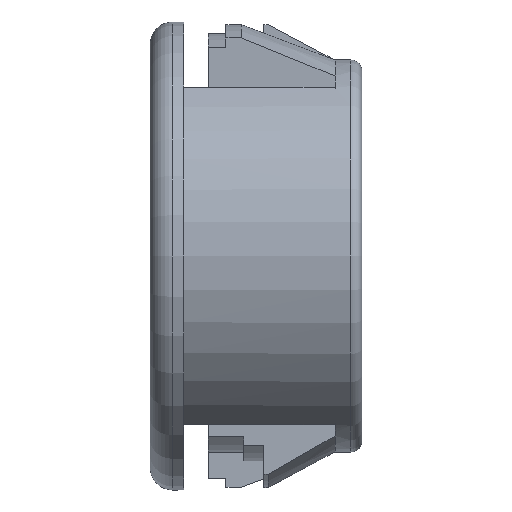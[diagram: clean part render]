
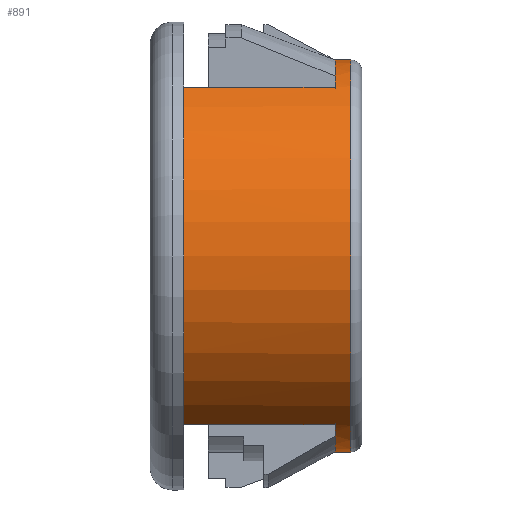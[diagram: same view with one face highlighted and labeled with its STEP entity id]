
A CAD part, left-side view. The second image highlights one B-rep face of the part: STEP entity #891.
In plain terms, the highlighted cylindrical face has radius 8.8 mm (diameter 17.6 mm), a partial arc.
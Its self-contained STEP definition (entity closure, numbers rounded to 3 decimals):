
#571 = CIRCLE ( 'NONE', #591, 8.8 ) ;
#572 = CARTESIAN_POINT ( 'NONE',  ( -4.5, 0., 7.562 ) ) ;
#591 = AXIS2_PLACEMENT_3D ( 'NONE', #680, #679, #678 ) ;
#630 = AXIS2_PLACEMENT_3D ( 'NONE', #663, #662, #661 ) ;
#660 = CARTESIAN_POINT ( 'NONE',  ( -0.5, -6.8, -8.786 ) ) ;
#661 = DIRECTION ( 'NONE',  ( 0., 0., -1. ) ) ;
#662 = DIRECTION ( 'NONE',  ( 0., -1., 0. ) ) ;
#663 = CARTESIAN_POINT ( 'NONE',  ( 0., -6.8, 0. ) ) ;
#675 = CIRCLE ( 'NONE', #630, 8.8 ) ;
#678 = DIRECTION ( 'NONE',  ( 0., 0., 1. ) ) ;
#679 = DIRECTION ( 'NONE',  ( 0., 1., 0. ) ) ;
#680 = CARTESIAN_POINT ( 'NONE',  ( 0., 0., 0. ) ) ;
#714 = EDGE_CURVE ( 'NONE', #865, #716, #571, .T. ) ;
#716 = VERTEX_POINT ( 'NONE', #572 ) ;
#721 = EDGE_CURVE ( 'NONE', #725, #2093, #675, .T. ) ;
#725 = VERTEX_POINT ( 'NONE', #660 ) ;
#793 = VERTEX_POINT ( 'NONE', #1003 ) ;
#794 = ORIENTED_EDGE ( 'NONE', *, *, #902, .T. ) ;
#795 = EDGE_CURVE ( 'NONE', #793, #1910, #998, .T. ) ;
#796 = ORIENTED_EDGE ( 'NONE', *, *, #714, .F. ) ;
#797 = EDGE_CURVE ( 'NONE', #793, #716, #1001, .T. ) ;
#798 = ORIENTED_EDGE ( 'NONE', *, *, #939, .T. ) ;
#799 = VERTEX_POINT ( 'NONE', #999 ) ;
#800 = ORIENTED_EDGE ( 'NONE', *, *, #940, .T. ) ;
#801 = ORIENTED_EDGE ( 'NONE', *, *, #890, .T. ) ;
#802 = VERTEX_POINT ( 'NONE', #1006 ) ;
#865 = VERTEX_POINT ( 'NONE', #1163 ) ;
#888 = ORIENTED_EDGE ( 'NONE', *, *, #797, .T. ) ;
#890 = EDGE_CURVE ( 'NONE', #865, #802, #1052, .T. ) ;
#891 = ADVANCED_FACE ( 'NONE', ( #1058 ), #1048, .T. ) ;
#892 = EDGE_CURVE ( 'NONE', #2166, #2058, #1010, .T. ) ;
#893 = ORIENTED_EDGE ( 'NONE', *, *, #2033, .T. ) ;
#894 = ORIENTED_EDGE ( 'NONE', *, *, #795, .F. ) ;
#902 = EDGE_CURVE ( 'NONE', #2156, #1931, #1094, .T. ) ;
#925 = EDGE_LOOP ( 'NONE', ( #953, #956, #893, #794, #957, #894, #888, #796, #801, #798, #800, #943 ) ) ;
#939 = EDGE_CURVE ( 'NONE', #802, #799, #1323, .T. ) ;
#940 = EDGE_CURVE ( 'NONE', #799, #725, #1390, .T. ) ;
#943 = ORIENTED_EDGE ( 'NONE', *, *, #721, .T. ) ;
#953 = ORIENTED_EDGE ( 'NONE', *, *, #2091, .F. ) ;
#956 = ORIENTED_EDGE ( 'NONE', *, *, #892, .T. ) ;
#957 = ORIENTED_EDGE ( 'NONE', *, *, #1930, .F. ) ;
#991 = DIRECTION ( 'NONE',  ( 0., 0., 1. ) ) ;
#992 = DIRECTION ( 'NONE',  ( 0., 1., 0. ) ) ;
#993 = CARTESIAN_POINT ( 'NONE',  ( 0., -6.8, 0. ) ) ;
#994 = AXIS2_PLACEMENT_3D ( 'NONE', #993, #992, #991 ) ;
#998 = CIRCLE ( 'NONE', #994, 8.8 ) ;
#999 = CARTESIAN_POINT ( 'NONE',  ( -3.5, -6.8, -8.074 ) ) ;
#1001 = LINE ( 'NONE', #1213, #1212 ) ;
#1003 = CARTESIAN_POINT ( 'NONE',  ( -4.5, -6.8, 7.562 ) ) ;
#1006 = CARTESIAN_POINT ( 'NONE',  ( -4.5, -6.8, -7.562 ) ) ;
#1007 = DIRECTION ( 'NONE',  ( 0., 0., 1. ) ) ;
#1008 = DIRECTION ( 'NONE',  ( 0., 1., 0. ) ) ;
#1009 = CARTESIAN_POINT ( 'NONE',  ( 0., -7.5, 0. ) ) ;
#1010 = CIRCLE ( 'NONE', #1064, 8.8 ) ;
#1013 = DIRECTION ( 'NONE',  ( 0., 0., 1. ) ) ;
#1014 = DIRECTION ( 'NONE',  ( 0., 1., 0. ) ) ;
#1015 = CARTESIAN_POINT ( 'NONE',  ( 0., 22.932, 0. ) ) ;
#1048 = CYLINDRICAL_SURFACE ( 'NONE', #1062, 8.8 ) ;
#1049 = DIRECTION ( 'NONE',  ( 0., -1., 0. ) ) ;
#1050 = VECTOR ( 'NONE', #1049, 1000. ) ;
#1051 = CARTESIAN_POINT ( 'NONE',  ( -4.5, 22.932, -7.562 ) ) ;
#1052 = LINE ( 'NONE', #1051, #1050 ) ;
#1058 = FACE_OUTER_BOUND ( 'NONE', #925, .T. ) ;
#1062 = AXIS2_PLACEMENT_3D ( 'NONE', #1015, #1014, #1013 ) ;
#1064 = AXIS2_PLACEMENT_3D ( 'NONE', #1009, #1008, #1007 ) ;
#1091 = DIRECTION ( 'NONE',  ( 0., 0., -1. ) ) ;
#1092 = DIRECTION ( 'NONE',  ( 0., -1., 0. ) ) ;
#1093 = CARTESIAN_POINT ( 'NONE',  ( 0., -6.8, 0. ) ) ;
#1094 = CIRCLE ( 'NONE', #1100, 8.8 ) ;
#1100 = AXIS2_PLACEMENT_3D ( 'NONE', #1093, #1092, #1091 ) ;
#1163 = CARTESIAN_POINT ( 'NONE',  ( -4.5, 0., -7.562 ) ) ;
#1211 = DIRECTION ( 'NONE',  ( 0., 1., 0. ) ) ;
#1212 = VECTOR ( 'NONE', #1211, 1000. ) ;
#1213 = CARTESIAN_POINT ( 'NONE',  ( -4.5, 22.932, 7.562 ) ) ;
#1232 = DIRECTION ( 'NONE',  ( 0., 0., 1. ) ) ;
#1233 = DIRECTION ( 'NONE',  ( 0., 1., 0. ) ) ;
#1234 = CARTESIAN_POINT ( 'NONE',  ( 0., -6.8, 0. ) ) ;
#1235 = AXIS2_PLACEMENT_3D ( 'NONE', #1234, #1233, #1232 ) ;
#1236 = CIRCLE ( 'NONE', #1235, 8.8 ) ;
#1251 = CARTESIAN_POINT ( 'NONE',  ( -0.5, -6.8, 8.786 ) ) ;
#1293 = CARTESIAN_POINT ( 'NONE',  ( -3.5, -6.8, 8.074 ) ) ;
#1323 = CIRCLE ( 'NONE', #1338, 8.8 ) ;
#1326 = CARTESIAN_POINT ( 'NONE',  ( 0., -6.8, 0. ) ) ;
#1338 = AXIS2_PLACEMENT_3D ( 'NONE', #1394, #1393, #1392 ) ;
#1388 = DIRECTION ( 'NONE',  ( 0., 0., -1. ) ) ;
#1389 = DIRECTION ( 'NONE',  ( 0., -1., 0. ) ) ;
#1390 = CIRCLE ( 'NONE', #1398, 8.8 ) ;
#1392 = DIRECTION ( 'NONE',  ( 0., 0., -1. ) ) ;
#1393 = DIRECTION ( 'NONE',  ( 0., -1., 0. ) ) ;
#1394 = CARTESIAN_POINT ( 'NONE',  ( 0., -6.8, 0. ) ) ;
#1398 = AXIS2_PLACEMENT_3D ( 'NONE', #1326, #1389, #1388 ) ;
#1484 = DIRECTION ( 'NONE',  ( 0., 1., 0. ) ) ;
#1485 = VECTOR ( 'NONE', #1484, 1000. ) ;
#1486 = CARTESIAN_POINT ( 'NONE',  ( 0., 22.932, 8.8 ) ) ;
#1487 = LINE ( 'NONE', #1486, #1485 ) ;
#1542 = CARTESIAN_POINT ( 'NONE',  ( 0., -7.5, 8.8 ) ) ;
#1689 = CARTESIAN_POINT ( 'NONE',  ( 0., -7.5, -8.8 ) ) ;
#1721 = CARTESIAN_POINT ( 'NONE',  ( 0., -6.8, 8.8 ) ) ;
#1819 = CARTESIAN_POINT ( 'NONE',  ( 0., -6.8, -8.8 ) ) ;
#1820 = DIRECTION ( 'NONE',  ( 0., 1., 0. ) ) ;
#1821 = VECTOR ( 'NONE', #1820, 1000. ) ;
#1822 = CARTESIAN_POINT ( 'NONE',  ( 0., 22.932, -8.8 ) ) ;
#1823 = LINE ( 'NONE', #1822, #1821 ) ;
#1910 = VERTEX_POINT ( 'NONE', #1293 ) ;
#1930 = EDGE_CURVE ( 'NONE', #1910, #1931, #1236, .T. ) ;
#1931 = VERTEX_POINT ( 'NONE', #1251 ) ;
#2033 = EDGE_CURVE ( 'NONE', #2058, #2156, #1487, .T. ) ;
#2058 = VERTEX_POINT ( 'NONE', #1542 ) ;
#2091 = EDGE_CURVE ( 'NONE', #2166, #2093, #1823, .T. ) ;
#2093 = VERTEX_POINT ( 'NONE', #1819 ) ;
#2156 = VERTEX_POINT ( 'NONE', #1721 ) ;
#2166 = VERTEX_POINT ( 'NONE', #1689 ) ;
